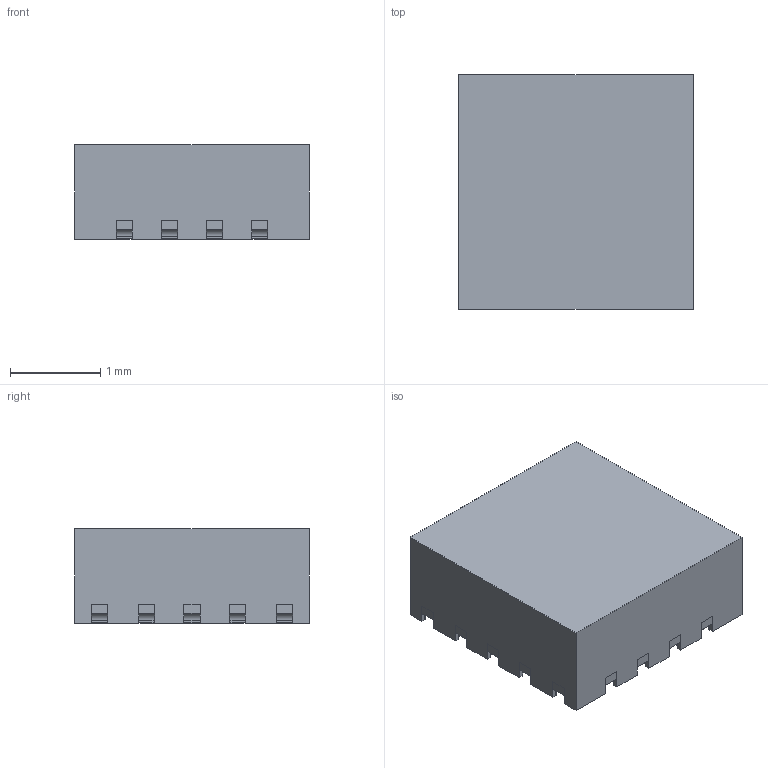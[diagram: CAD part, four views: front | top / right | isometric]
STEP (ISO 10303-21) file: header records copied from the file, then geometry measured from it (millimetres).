
FILE_DESCRIPTION((''),'2;1');
FILE_NAME('RXB0014A_ASM','2020-12-14T08:26:32',('a0412086'),(''),'CREO PARAMETRIC BY PTC INC, 2018500','CREO PARAMETRIC BY PTC INC, 2018500','');
FILE_SCHEMA(('CONFIG_CONTROL_DESIGN','SHAPE_APPEARANCE_LAYERS_GROUPS'));
Length unit declared in the file: millimetre
Products named in the file (4): FRAME; BODY; PIN1_AREA; RXB0014A_ASM
Assembly tree (3 placements, depth 2):
  RXB0014A_ASM
    FRAME
    BODY
    PIN1_AREA
Bounding box: 2.6 x 2.6 x 1.05 mm (x, y, z)
Volume: 7 mm3; surface area: 39.1 mm2
Topology: 16 solids, 16 shells, 499 faces, 1398 edges, 932 vertices
Faces by surface type: plane 283, cylinder 216
Entity records: 21099 total; most frequent: CARTESIAN_POINT 3412, ORIENTED_EDGE 2796, DIRECTION 2734, PRESENTATION_STYLE_ASSIGNMENT 1433, STYLED_ITEM 1415, CURVE_STYLE 1398, EDGE_CURVE 1398, VERTEX_POINT 932
